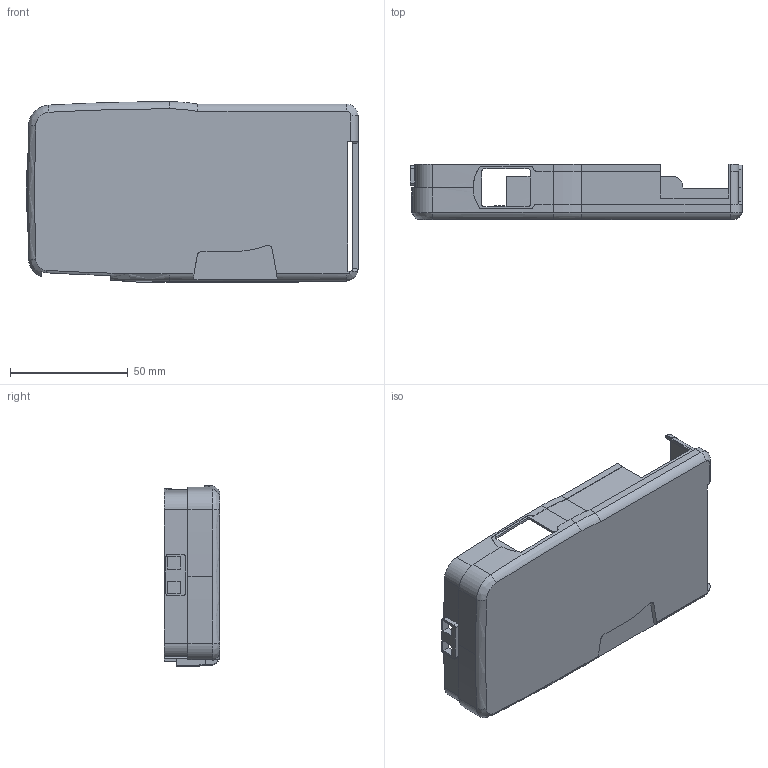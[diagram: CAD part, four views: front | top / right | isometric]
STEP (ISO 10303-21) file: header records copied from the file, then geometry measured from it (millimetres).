
FILE_DESCRIPTION(('produced by SPATIAL CORP'),'2;1');
FILE_NAME( '475-285-c.prt.hh.sat.stp', '2002-04-19T13:50:47+00:00',('SPATIAL CORP'),('SPATIAL CORP'), 'ACIS STEP Husk','http://www.spatial.com','SPATIAL CORP');
FILE_SCHEMA(('CONFIG_CONTROL_DESIGN'));
Length unit declared in the file: millimetre
Products named in the file (1): PRODUCT_ID_1
Bounding box: 140.7 x 23.5 x 76.5 mm (x, y, z)
Volume: 33910.2 mm3; surface area: 33987.3 mm2
Topology: 1 solids, 1 shells, 171 faces, 485 edges, 315 vertices
Faces by surface type: plane 76, cylinder 67, bspline 13, torus 10, cone 5
Entity records: 7015 total; most frequent: CARTESIAN_POINT 2607, ORIENTED_EDGE 968, DIRECTION 858, EDGE_CURVE 484, VERTEX_POINT 314, AXIS2_PLACEMENT_3D 306, VECTOR 246, LINE 246
